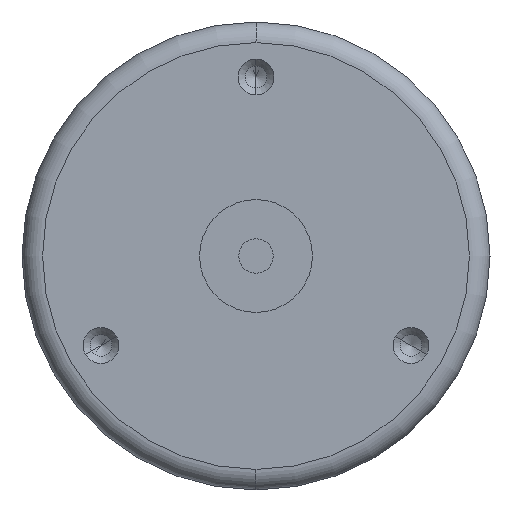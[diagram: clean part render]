
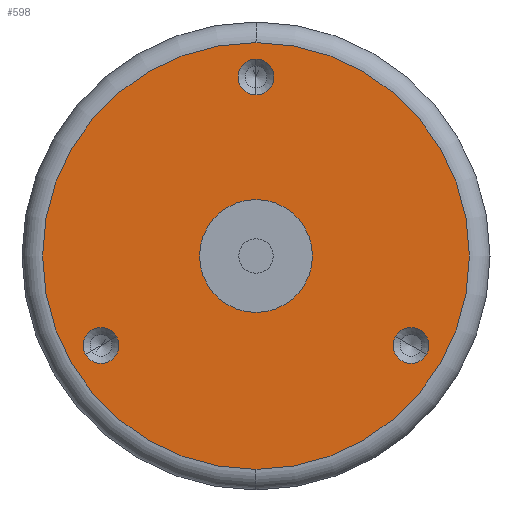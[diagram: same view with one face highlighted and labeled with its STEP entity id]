
A CAD part, left-side view. The second image highlights one B-rep face of the part: STEP entity #598.
In plain terms, the highlighted planar face has unit normal (-1, 0, 0).
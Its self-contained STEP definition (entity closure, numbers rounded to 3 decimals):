
#402=CARTESIAN_POINT('POINT13358',(0.,
   0.,4.1));
#403=VERTEX_POINT('VERTEX13358',#402);
#410=CARTESIAN_POINT('POINT13359',(0.,
   0.,-4.1));
#411=VERTEX_POINT('VERTEX13359',#410);
#412=CARTESIAN_POINT('POS19199',(0.,0.,
   0.));
#413=DIRECTION('DIR30011',(-1.,0.,0.));
#414=DIRECTION('DIR30012',(0.,0.,1.));
#415=AXIS2_PLACEMENT_3D('AXIS10813',#412,#413,#414);
#416=CIRCLE('ELLIPSE5252',#415,4.1);
#417=EDGE_CURVE('EDGE21531',#403,#411,#416,.T.);
#437=EDGE_CURVE('EDGE21533',#411,#403,#416,.T.);
#442=CARTESIAN_POINT('POINT13360',(0.,
   10.132,-5.85));
#443=VERTEX_POINT('VERTEX13360',#442);
#450=CARTESIAN_POINT('POINT13361',(0.,12.384,
   -7.15));
#451=VERTEX_POINT('VERTEX13361',#450);
#452=CARTESIAN_POINT('POS19203',(0.,11.258,
   -6.5));
#453=DIRECTION('DIR30017',(1.,0.,
   0.));
#454=DIRECTION('DIR30018',(0.,-0.866
   ,0.5));
#455=AXIS2_PLACEMENT_3D('AXIS10815',#452,#453,#454);
#456=CIRCLE('ELLIPSE5253',#455,1.3);
#457=EDGE_CURVE('EDGE21535',#451,#443,#456,.T.);
#477=EDGE_CURVE('EDGE21537',#443,#451,#456,.T.);
#482=CARTESIAN_POINT('POINT13362',(0.,
   -10.132,-5.85));
#483=VERTEX_POINT('VERTEX13362',#482);
#490=CARTESIAN_POINT('POINT13363',(0.,
   -12.384,-7.15));
#491=VERTEX_POINT('VERTEX13363',#490);
#492=CARTESIAN_POINT('POS19207',(0.,
   -11.258,-6.5));
#493=DIRECTION('DIR30023',(1.,0.,
   0.));
#494=DIRECTION('DIR30024',(0.,0.866,
   0.5));
#495=AXIS2_PLACEMENT_3D('AXIS10817',#492,#493,#494);
#496=CIRCLE('ELLIPSE5254',#495,1.3);
#497=EDGE_CURVE('EDGE21539',#491,#483,#496,.T.);
#517=EDGE_CURVE('EDGE21541',#483,#491,#496,.T.);
#522=CARTESIAN_POINT('POINT13364',(0.,0.,
   11.7));
#523=VERTEX_POINT('VERTEX13364',#522);
#530=CARTESIAN_POINT('POINT13365',(0.,
   0.,14.3));
#531=VERTEX_POINT('VERTEX13365',#530);
#532=CARTESIAN_POINT('POS19211',(0.,
   0.,13.));
#533=DIRECTION('DIR30029',(1.,0.,0.));
#534=DIRECTION('DIR30030',(0.,0.,-1.));
#535=AXIS2_PLACEMENT_3D('AXIS10819',#532,#533,#534);
#536=CIRCLE('ELLIPSE5255',#535,1.3);
#537=EDGE_CURVE('EDGE21543',#531,#523,#536,.T.);
#557=EDGE_CURVE('EDGE21545',#523,#531,#536,.T.);
#562=CARTESIAN_POINT('POINT13366',(0.,0.,
   15.5));
#563=VERTEX_POINT('VERTEX13366',#562);
#564=CARTESIAN_POINT('POINT13367',(0.,0.,
   -15.5));
#565=VERTEX_POINT('VERTEX13367',#564);
#566=CARTESIAN_POINT('POS19214',(0.,0.,0.));
#567=DIRECTION('DIR30034',(-1.,0.,0.));
#568=DIRECTION('DIR30035',(0.,0.,1.));
#569=AXIS2_PLACEMENT_3D('AXIS10821',#566,#567,#568);
#570=CIRCLE('ELLIPSE5256',#569,15.5);
#571=EDGE_CURVE('EDGE21546',#563,#565,#570,.T.);
#572=ORIENTED_EDGE('COEDGE43115',*,*,#571,.T.);
#573=EDGE_CURVE('EDGE21547',#565,#563,#570,.T.);
#574=ORIENTED_EDGE('COEDGE43116',*,*,#573,.T.);
#575=EDGE_LOOP('NONE',(#572,#574));
#576=FACE_BOUND('LOOP1',#575,.T.);
#577=ORIENTED_EDGE('COEDGE43117',*,*,#557,.T.);
#578=ORIENTED_EDGE('COEDGE43118',*,*,#537,.T.);
#579=EDGE_LOOP('NONE',(#577,#578));
#580=FACE_BOUND('LOOP1',#579,.T.);
#581=ORIENTED_EDGE('COEDGE43119',*,*,#517,.T.);
#582=ORIENTED_EDGE('COEDGE43120',*,*,#497,.T.);
#583=EDGE_LOOP('NONE',(#581,#582));
#584=FACE_BOUND('LOOP1',#583,.T.);
#585=ORIENTED_EDGE('COEDGE43121',*,*,#477,.T.);
#586=ORIENTED_EDGE('COEDGE43122',*,*,#457,.T.);
#587=EDGE_LOOP('NONE',(#585,#586));
#588=FACE_BOUND('LOOP1',#587,.T.);
#589=ORIENTED_EDGE('COEDGE43123',*,*,#437,.F.);
#590=ORIENTED_EDGE('COEDGE43124',*,*,#417,.F.);
#591=EDGE_LOOP('NONE',(#589,#590));
#592=FACE_BOUND('LOOP1',#591,.T.);
#593=CARTESIAN_POINT('POS19215',(0.,0.,
   7.75));
#594=DIRECTION('DIR30036',(-1.,0.,0.));
#595=DIRECTION('DIR30037',(0.,1.,0.));
#596=AXIS2_PLACEMENT_3D('AXIS10822',#593,#594,#595);
#597=PLANE('PLANE3060',#596);
#598=ADVANCED_FACE('FACE9649',(#576,#580,#584,#588,#592),#597,.T.);
